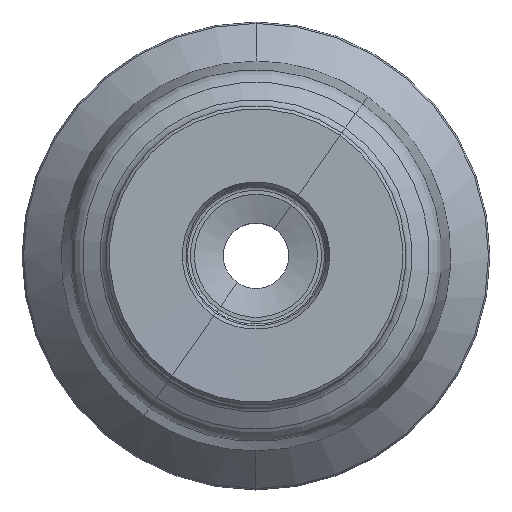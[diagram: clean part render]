
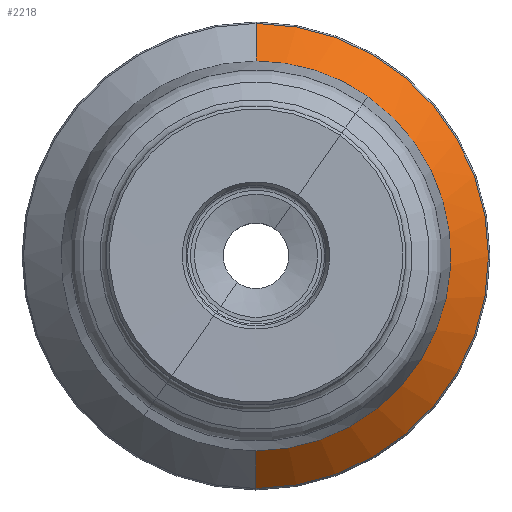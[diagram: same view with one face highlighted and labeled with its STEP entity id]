
A CAD part, top view. The second image highlights one B-rep face of the part: STEP entity #2218.
In plain terms, the highlighted conical face has half-angle 45 degrees and reference radius 34.255 mm.
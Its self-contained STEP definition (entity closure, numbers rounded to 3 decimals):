
#853=DIRECTION('',(0.,0.707,0.707));
#854=VECTOR('',#853,8.541);
#855=CARTESIAN_POINT('',(0.,-37.274,-36.338));
#856=LINE('',#855,#854);
#868=DIRECTION('',(0.,-0.707,0.707));
#869=VECTOR('',#868,8.541);
#870=CARTESIAN_POINT('',(0.,37.274,-36.338));
#871=LINE('',#870,#869);
#875=CARTESIAN_POINT('',(0.,0.,-30.299));
#876=DIRECTION('',(0.,0.,-1.));
#877=DIRECTION('',(0.574,0.819,0.));
#878=AXIS2_PLACEMENT_3D('',#875,#876,#877);
#891=CARTESIAN_POINT('',(0.,0.,-36.338));
#892=DIRECTION('',(0.,0.,-1.));
#893=DIRECTION('',(0.,1.,0.));
#894=AXIS2_PLACEMENT_3D('',#891,#892,#893);
#899=CARTESIAN_POINT('',(0.,0.,-30.299));
#900=DIRECTION('',(0.,0.,-1.));
#901=DIRECTION('',(0.,1.,0.));
#902=AXIS2_PLACEMENT_3D('',#899,#900,#901);
#1159=CARTESIAN_POINT('',(0.,37.274,-36.338));
#1160=VERTEX_POINT('',#1159);
#1179=CARTESIAN_POINT('',(0.,-37.274,
-36.338));
#1180=VERTEX_POINT('',#1179);
#1185=CARTESIAN_POINT('',(17.916,25.586,-30.299));
#1186=CARTESIAN_POINT('',(0.,-31.235,
-30.299));
#1187=VERTEX_POINT('',#1185);
#1188=VERTEX_POINT('',#1186);
#1191=CARTESIAN_POINT('',(0.,31.235,-30.299));
#1192=VERTEX_POINT('',#1191);
#2205=CARTESIAN_POINT('',(0.,0.,-33.319));
#2206=DIRECTION('',(0.,0.,-1.));
#2207=DIRECTION('',(0.,-1.,0.));
#2208=AXIS2_PLACEMENT_3D('',#2205,#2206,#2207);
#2209=CONICAL_SURFACE('',#2208,34.255,45.);
#2210=ORIENTED_EDGE('',*,*,#2193,.F.);
#2212=ORIENTED_EDGE('',*,*,#2211,.F.);
#2213=ORIENTED_EDGE('',*,*,#2169,.F.);
#2214=ORIENTED_EDGE('',*,*,#2117,.T.);
#2215=ORIENTED_EDGE('',*,*,#2166,.T.);
#2216=EDGE_LOOP('',(#2210,#2212,#2213,#2214,#2215));
#2217=FACE_OUTER_BOUND('',#2216,.F.);
#879=CIRCLE('',#878,31.235);
#895=CIRCLE('',#894,37.274);
#903=CIRCLE('',#902,31.235);
#2117=EDGE_CURVE('',#1160,#1180,#895,.T.);
#2166=EDGE_CURVE('',#1180,#1188,#856,.T.);
#2169=EDGE_CURVE('',#1160,#1192,#871,.T.);
#2193=EDGE_CURVE('',#1187,#1188,#879,.T.);
#2211=EDGE_CURVE('',#1192,#1187,#903,.T.);
#2218=ADVANCED_FACE('',(#2217),#2209,.T.);
